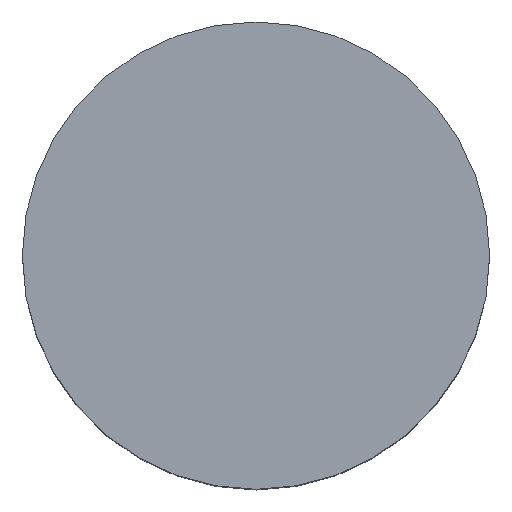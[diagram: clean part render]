
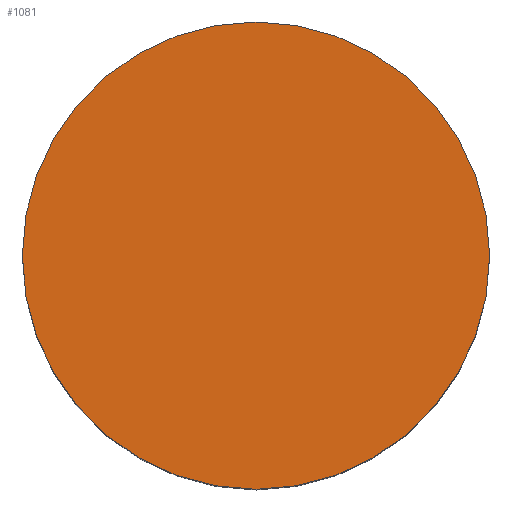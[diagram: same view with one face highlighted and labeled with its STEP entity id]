
A CAD part, top view. The second image highlights one B-rep face of the part: STEP entity #1081.
In plain terms, the highlighted planar face has unit normal (0, 0, 1).
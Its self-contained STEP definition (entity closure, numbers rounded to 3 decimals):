
#91 = DIRECTION ( 'NONE',  ( 1., 0., 0. ) ) ;
#258 = AXIS2_PLACEMENT_3D ( 'NONE', #2415, #2750, #3073 ) ;
#293 = DIRECTION ( 'NONE',  ( 0., 0., -1. ) ) ;
#611 = DIRECTION ( 'NONE',  ( -1., 0., 0. ) ) ;
#644 = ORIENTED_EDGE ( 'NONE', *, *, #3926, .T. ) ;
#1081 = ADVANCED_FACE ( 'Defeature ausgef�hrt1_114', ( #2787 ), #2889, .F. ) ;
#1300 = CIRCLE ( 'NONE', #258, 69. ) ;
#1579 = VERTEX_POINT ( 'NONE', #3441 ) ;
#1869 = AXIS2_PLACEMENT_3D ( 'NONE', #3181, #293, #611 ) ;
#2127 = ORIENTED_EDGE ( 'NONE', *, *, #3156, .T. ) ;
#2270 = CARTESIAN_POINT ( 'NONE',  ( 0., 0., 6.848 ) ) ;
#2415 = CARTESIAN_POINT ( 'NONE',  ( 0., 0., 6.848 ) ) ;
#2750 = DIRECTION ( 'NONE',  ( 0., 0., 1. ) ) ;
#2787 = FACE_OUTER_BOUND ( 'NONE', #3850, .T. ) ;
#2889 = PLANE ( 'NONE',  #1869 ) ;
#2948 = CARTESIAN_POINT ( 'NONE',  ( 69., 0., 6.848 ) ) ;
#3073 = DIRECTION ( 'NONE',  ( 1., 0., 0. ) ) ;
#3156 = EDGE_CURVE ( 'Defeature ausgef�hrt1_114+Defeature ausgef�hrt1_113+Defeature ausgef�hrt1_113+Defeature ausgef�hrt1_113', #1579, #3194, #3816, .T. ) ;
#3181 = CARTESIAN_POINT ( 'NONE',  ( 0., 64.625, 6.848 ) ) ;
#3194 = VERTEX_POINT ( 'NONE', #2948 ) ;
#3441 = CARTESIAN_POINT ( 'NONE',  ( -69., 0., 6.848 ) ) ;
#3567 = DIRECTION ( 'NONE',  ( 0., 0., 1. ) ) ;
#3816 = CIRCLE ( 'NONE', #3925, 69. ) ;
#3850 = EDGE_LOOP ( 'NONE', ( #644, #2127 ) ) ;
#3925 = AXIS2_PLACEMENT_3D ( 'NONE', #2270, #3567, #91 ) ;
#3926 = EDGE_CURVE ( 'Defeature ausgef�hrt1_114+Defeature ausgef�hrt1_113+Defeature ausgef�hrt1_113+Defeature ausgef�hrt1_113', #3194, #1579, #1300, .T. ) ;
